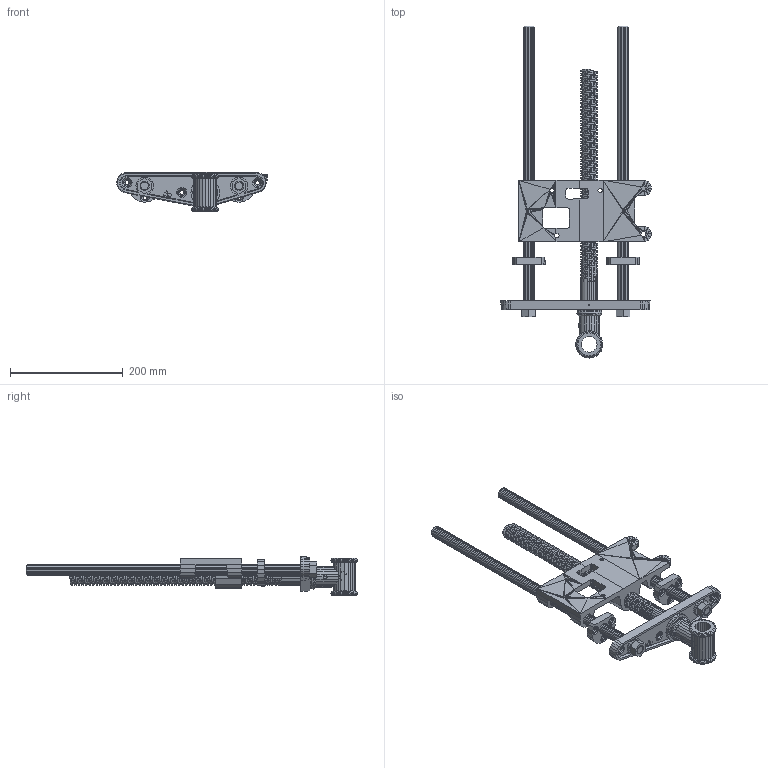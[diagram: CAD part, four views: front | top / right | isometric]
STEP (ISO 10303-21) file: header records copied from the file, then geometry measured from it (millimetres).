
FILE_DESCRIPTION(('STEP AP214'),'1');
FILE_NAME('German_Vise_Hardware.skp.stp','2024-04-07T14:41:13',(' '),(' '),'Spatial InterOp 3D',' ',' ');
FILE_SCHEMA(('AUTOMOTIVE_DESIGN { 1 0 10303 214 1 1 1 1 }'));
Length unit declared in the file: centimetre
Products named in the file (1): Object 1
Bounding box: 267.29 x 589.28 x 69.29 mm (x, y, z)
Volume: 49790.7 mm3; surface area: 300534.8 mm2
Topology: 3 solids, 81 shells, 10260 faces, 19579 edges, 9056 vertices
Faces by surface type: plane 10225, bspline 35
Entity records: 236882 total; most frequent: DIRECTION 40159, CARTESIAN_POINT 39178, ORIENTED_EDGE 37520, LINE 19579, VECTOR 19579, EDGE_CURVE 19575, EDGE_LOOP 10314, AXIS2_PLACEMENT_3D 10290
